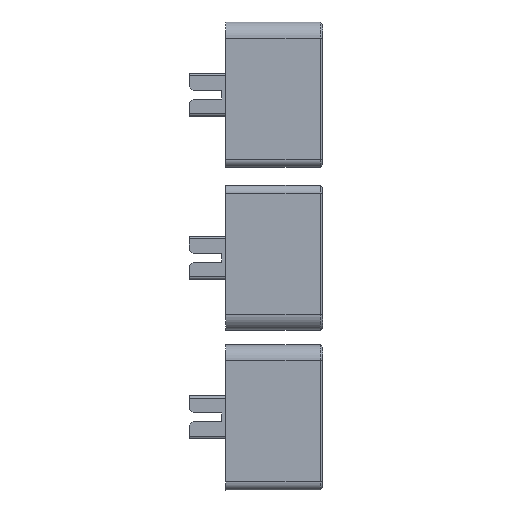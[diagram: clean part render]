
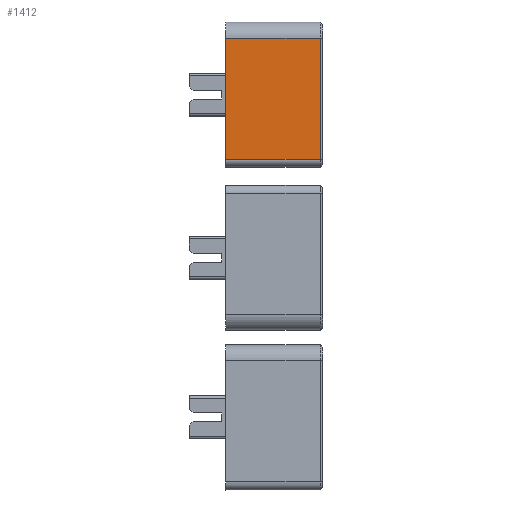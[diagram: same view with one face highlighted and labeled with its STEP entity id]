
A CAD part, left-side view. The second image highlights one B-rep face of the part: STEP entity #1412.
In plain terms, the highlighted planar face has unit normal (-1, 0, 0).
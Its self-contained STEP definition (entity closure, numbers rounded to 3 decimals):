
#102=PLANE('',#1535);
#167=FACE_OUTER_BOUND('',#236,.T.);
#236=EDGE_LOOP('',(#1178,#1179,#1180,#1181));
#311=LINE('',#2079,#473);
#394=LINE('',#2264,#556);
#395=LINE('',#2266,#557);
#396=LINE('',#2267,#558);
#473=VECTOR('',#1673,10.);
#556=VECTOR('',#1858,2.);
#557=VECTOR('',#1859,10.);
#558=VECTOR('',#1860,10.);
#657=VERTEX_POINT('',#2071);
#659=VERTEX_POINT('',#2077);
#710=VERTEX_POINT('',#2263);
#711=VERTEX_POINT('',#2265);
#789=EDGE_CURVE('',#659,#657,#311,.T.);
#882=EDGE_CURVE('',#710,#659,#394,.T.);
#883=EDGE_CURVE('',#711,#710,#395,.T.);
#884=EDGE_CURVE('',#657,#711,#396,.T.);
#1178=ORIENTED_EDGE('',*,*,#789,.F.);
#1179=ORIENTED_EDGE('',*,*,#882,.F.);
#1180=ORIENTED_EDGE('',*,*,#883,.F.);
#1181=ORIENTED_EDGE('',*,*,#884,.F.);
#1412=ADVANCED_FACE('',(#167),#102,.F.);
#1535=AXIS2_PLACEMENT_3D('',#2262,#1856,#1857);
#1673=DIRECTION('',(0.,0.,1.));
#1856=DIRECTION('center_axis',(1.,0.,0.));
#1857=DIRECTION('ref_axis',(0.,0.,-1.));
#1858=DIRECTION('',(0.,1.,0.));
#1859=DIRECTION('',(0.,0.,-1.));
#1860=DIRECTION('',(0.,-1.,0.));
#2071=CARTESIAN_POINT('',(-9.,11.7,8.));
#2077=CARTESIAN_POINT('',(-9.,11.7,-7.));
#2079=CARTESIAN_POINT('',(-9.,11.7,4.556));
#2262=CARTESIAN_POINT('Origin',(-9.,0.,9.));
#2263=CARTESIAN_POINT('',(-9.,0.,-7.));
#2264=CARTESIAN_POINT('',(-9.,0.,-7.));
#2265=CARTESIAN_POINT('',(-9.,0.,8.));
#2266=CARTESIAN_POINT('',(-9.,0.,9.));
#2267=CARTESIAN_POINT('',(-9.,0.,8.));
